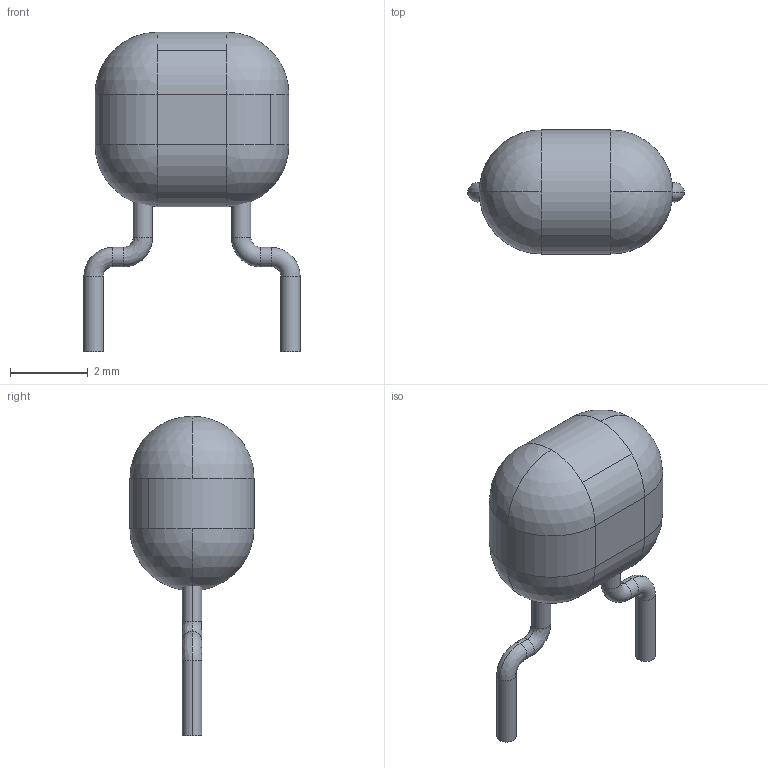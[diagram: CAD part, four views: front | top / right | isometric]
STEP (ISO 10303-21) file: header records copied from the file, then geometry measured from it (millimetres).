
FILE_DESCRIPTION((''),'2;1');
FILE_NAME('CAPRR508-320X500X630.stp','2009-08-24T16:29:12',(''),(''),'Mechanical Desktop 2006','Mechanical Desktop 2006',', , ');
FILE_SCHEMA(('AUTOMOTIVE_DESIGN { 1 2 10303 214 0 1 1 1 }'));
Length unit declared in the file: millimetre
Products named in the file (1): Product
Bounding box: 5.58 x 3.2 x 8.24 mm (x, y, z)
Volume: 51.7 mm3; surface area: 85.5 mm2
Topology: 3 solids, 3 shells, 42 faces, 93 edges, 49 vertices
Faces by surface type: cylinder 14, bspline 12, sphere 8, plane 4, torus 4
Entity records: 1394 total; most frequent: CARTESIAN_POINT 461, DIRECTION 208, ORIENTED_EDGE 170, AXIS2_PLACEMENT_3D 92, EDGE_CURVE 85, CIRCLE 61, VERTEX_POINT 49, EDGE_LOOP 42
